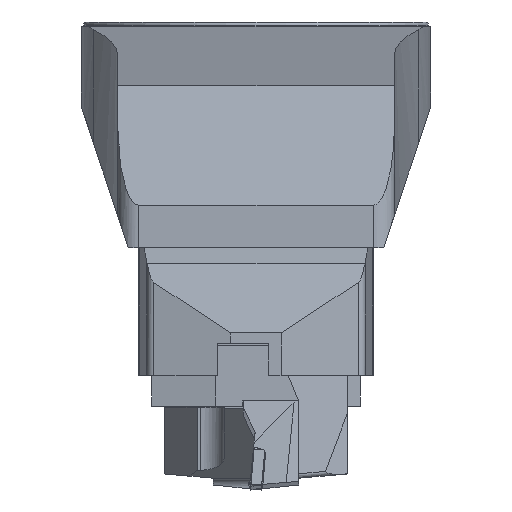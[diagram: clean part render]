
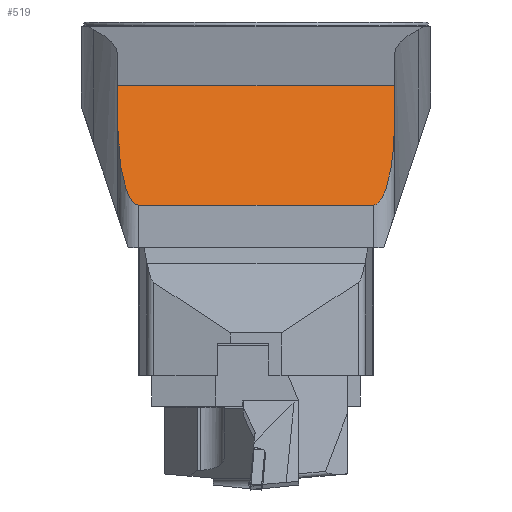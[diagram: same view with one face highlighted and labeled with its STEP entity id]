
A CAD part, left-side view. The second image highlights one B-rep face of the part: STEP entity #519.
In plain terms, the highlighted planar face has unit normal (-0.966, 0, 0.259).
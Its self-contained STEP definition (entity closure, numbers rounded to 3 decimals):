
#291=ELLIPSE('',#3970,38.637,10.);
#292=ELLIPSE('',#3971,38.637,10.);
#346=FACE_OUTER_BOUND('',#1681,.T.);
#519=ADVANCED_FACE('',(#346),#722,.F.);
#722=PLANE('',#3972);
#890=LINE('',#5476,#1256);
#896=LINE('',#5488,#1262);
#897=LINE('',#5494,#1263);
#898=LINE('',#5496,#1264);
#1256=VECTOR('',#4390,1.);
#1262=VECTOR('',#4400,1.);
#1263=VECTOR('',#4405,1.);
#1264=VECTOR('',#4406,1.);
#1681=EDGE_LOOP('',(#1989,#1990,#1991,#1992,#1993,#1994));
#1989=ORIENTED_EDGE('',*,*,#3275,.T.);
#1990=ORIENTED_EDGE('',*,*,#3276,.T.);
#1991=ORIENTED_EDGE('',*,*,#3269,.F.);
#1992=ORIENTED_EDGE('',*,*,#3277,.T.);
#1993=ORIENTED_EDGE('',*,*,#3278,.T.);
#1994=ORIENTED_EDGE('',*,*,#3279,.T.);
#2925=VERTEX_POINT('',#5477);
#2926=VERTEX_POINT('',#5478);
#2929=VERTEX_POINT('',#5489);
#2930=VERTEX_POINT('',#5490);
#2931=VERTEX_POINT('',#5493);
#2932=VERTEX_POINT('',#5495);
#3269=EDGE_CURVE('',#2925,#2926,#890,.T.);
#3275=EDGE_CURVE('',#2929,#2930,#896,.T.);
#3276=EDGE_CURVE('',#2930,#2926,#291,.T.);
#3277=EDGE_CURVE('',#2925,#2931,#292,.T.);
#3278=EDGE_CURVE('',#2931,#2932,#897,.T.);
#3279=EDGE_CURVE('',#2932,#2929,#898,.T.);
#3970=AXIS2_PLACEMENT_3D('',#5491,#4401,#4402);
#3971=AXIS2_PLACEMENT_3D('',#5492,#4403,#4404);
#3972=AXIS2_PLACEMENT_3D('',#5497,#4407,#4408);
#4390=DIRECTION('',(0.,1.,0.));
#4400=DIRECTION('',(-0.259,0.,-0.966));
#4401=DIRECTION('',(-0.966,0.,0.259));
#4402=DIRECTION('',(-0.259,0.,-0.966));
#4403=DIRECTION('',(-0.966,0.,0.259));
#4404=DIRECTION('',(0.259,0.,0.966));
#4405=DIRECTION('',(0.259,0.,0.966));
#4406=DIRECTION('',(0.,1.,0.));
#4407=DIRECTION('',(0.966,0.,-0.259));
#4408=DIRECTION('',(0.259,0.,0.966));
#5476=CARTESIAN_POINT('',(-475.,-475.,-86.));
#5477=CARTESIAN_POINT('',(-475.,-55.,-86.));
#5478=CARTESIAN_POINT('',(-475.,55.,-86.));
#5488=CARTESIAN_POINT('',(-459.995,65.,-30.));
#5489=CARTESIAN_POINT('',(-459.995,65.,-30.));
#5490=CARTESIAN_POINT('',(-465.,65.,-48.679));
#5491=CARTESIAN_POINT('',(-465.,55.,-48.679));
#5492=CARTESIAN_POINT('',(-465.,-55.,-48.679));
#5493=CARTESIAN_POINT('',(-465.,-65.,-48.679));
#5494=CARTESIAN_POINT('',(-459.995,-65.,-30.));
#5495=CARTESIAN_POINT('',(-459.995,-65.,-30.));
#5496=CARTESIAN_POINT('',(-459.995,-475.,-30.));
#5497=CARTESIAN_POINT('',(-459.995,-475.,-30.));
